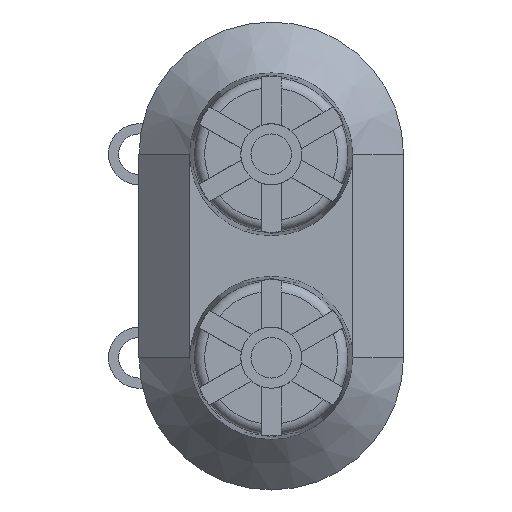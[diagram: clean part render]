
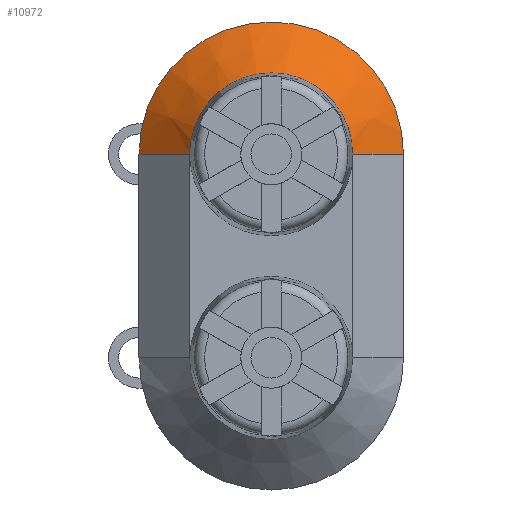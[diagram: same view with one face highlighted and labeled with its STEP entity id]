
A CAD part, front view. The second image highlights one B-rep face of the part: STEP entity #10972.
In plain terms, the highlighted conical face has half-angle 45 degrees and reference radius 13 mm.
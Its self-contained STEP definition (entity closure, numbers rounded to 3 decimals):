
#10782 = VERTEX_POINT('',#10783);
#10783 = CARTESIAN_POINT('',(13.,-0.001,10.));
#10790 = CYLINDRICAL_SURFACE('',#10791,13.);
#10791 = AXIS2_PLACEMENT_3D('',#10792,#10793,#10794);
#10792 = CARTESIAN_POINT('',(0.,0.,10.));
#10793 = DIRECTION('',(0.,1.,0.));
#10794 = DIRECTION('',(1.,0.,0.));
#10813 = EDGE_CURVE('',#10814,#10782,#10816,.T.);
#10814 = VERTEX_POINT('',#10815);
#10815 = CARTESIAN_POINT('',(-13.,-0.001,10.));
#10816 = SURFACE_CURVE('',#10817,(#10822,#10828),.PCURVE_S1.);
#10817 = CIRCLE('',#10818,13.);
#10818 = AXIS2_PLACEMENT_3D('',#10819,#10820,#10821);
#10819 = CARTESIAN_POINT('',(0.,-0.001,10.)
  );
#10820 = DIRECTION('',(0.,1.,0.));
#10821 = DIRECTION('',(-1.,0.,0.));
#10822 = PCURVE('',#10790,#10823);
#10823 = DEFINITIONAL_REPRESENTATION('',(#10824),#10827);
#10824 = B_SPLINE_CURVE_WITH_KNOTS('',1,(#10825,#10826),.UNSPECIFIED.,
  .F.,.F.,(2,2),(0.,3.142),.PIECEWISE_BEZIER_KNOTS.);
#10825 = CARTESIAN_POINT('',(-3.142,-0.001));
#10826 = CARTESIAN_POINT('',(0.,-0.001));
#10827 = ( GEOMETRIC_REPRESENTATION_CONTEXT(2) 
PARAMETRIC_REPRESENTATION_CONTEXT() REPRESENTATION_CONTEXT('2D SPACE',''
  ) );
#10828 = PCURVE('',#10829,#10834);
#10829 = CONICAL_SURFACE('',#10830,13.,0.785);
#10830 = AXIS2_PLACEMENT_3D('',#10831,#10832,#10833);
#10831 = CARTESIAN_POINT('',(0.,-0.001,10.)
  );
#10832 = DIRECTION('',(0.,1.,0.));
#10833 = DIRECTION('',(-1.,0.,0.));
#10834 = DEFINITIONAL_REPRESENTATION('',(#10835),#10838);
#10835 = B_SPLINE_CURVE_WITH_KNOTS('',1,(#10836,#10837),.UNSPECIFIED.,
  .F.,.F.,(2,2),(0.,3.142),.PIECEWISE_BEZIER_KNOTS.);
#10836 = CARTESIAN_POINT('',(0.,0.));
#10837 = CARTESIAN_POINT('',(3.142,0.));
#10838 = ( GEOMETRIC_REPRESENTATION_CONTEXT(2) 
PARAMETRIC_REPRESENTATION_CONTEXT() REPRESENTATION_CONTEXT('2D SPACE',''
  ) );
#10913 = PLANE('',#10914);
#10914 = AXIS2_PLACEMENT_3D('',#10915,#10916,#10917);
#10915 = CARTESIAN_POINT('',(10.501,-2.501,10.));
#10916 = DIRECTION('',(0.707,-0.707,0.
    ));
#10917 = DIRECTION('',(0.,0.,1.));
#10972 = ADVANCED_FACE('',(#10973),#10829,.T.);
#10973 = FACE_BOUND('',#10974,.F.);
#10974 = EDGE_LOOP('',(#10975,#11002,#11003,#11025));
#10975 = ORIENTED_EDGE('',*,*,#10976,.F.);
#10976 = EDGE_CURVE('',#10814,#10977,#10979,.T.);
#10977 = VERTEX_POINT('',#10978);
#10978 = CARTESIAN_POINT('',(-8.001,-5.,10.));
#10979 = SURFACE_CURVE('',#10980,(#10984,#10990),.PCURVE_S1.);
#10980 = LINE('',#10981,#10982);
#10981 = CARTESIAN_POINT('',(-10.501,-2.501,10.));
#10982 = VECTOR('',#10983,1.);
#10983 = DIRECTION('',(0.707,-0.707,0.
    ));
#10984 = PCURVE('',#10829,#10985);
#10985 = DEFINITIONAL_REPRESENTATION('',(#10986),#10989);
#10986 = B_SPLINE_CURVE_WITH_KNOTS('',1,(#10987,#10988),.UNSPECIFIED.,
  .F.,.F.,(2,2),(-3.535,3.535),
  .PIECEWISE_BEZIER_KNOTS.);
#10987 = CARTESIAN_POINT('',(0.,0.));
#10988 = CARTESIAN_POINT('',(0.,-4.999));
#10989 = ( GEOMETRIC_REPRESENTATION_CONTEXT(2) 
PARAMETRIC_REPRESENTATION_CONTEXT() REPRESENTATION_CONTEXT('2D SPACE',''
  ) );
#10990 = PCURVE('',#10991,#10996);
#10991 = PLANE('',#10992);
#10992 = AXIS2_PLACEMENT_3D('',#10993,#10994,#10995);
#10993 = CARTESIAN_POINT('',(-10.501,-2.501,-10.));
#10994 = DIRECTION('',(0.707,0.707,0.
    ));
#10995 = DIRECTION('',(0.,0.,1.));
#10996 = DEFINITIONAL_REPRESENTATION('',(#10997),#11001);
#10997 = LINE('',#10998,#10999);
#10998 = CARTESIAN_POINT('',(20.,0.));
#10999 = VECTOR('',#11000,1.);
#11000 = DIRECTION('',(0.,1.));
#11001 = ( GEOMETRIC_REPRESENTATION_CONTEXT(2) 
PARAMETRIC_REPRESENTATION_CONTEXT() REPRESENTATION_CONTEXT('2D SPACE',''
  ) );
#11002 = ORIENTED_EDGE('',*,*,#10813,.T.);
#11003 = ORIENTED_EDGE('',*,*,#11004,.T.);
#11004 = EDGE_CURVE('',#10782,#11005,#11007,.T.);
#11005 = VERTEX_POINT('',#11006);
#11006 = CARTESIAN_POINT('',(8.001,-5.,10.));
#11007 = SURFACE_CURVE('',#11008,(#11012,#11018),.PCURVE_S1.);
#11008 = LINE('',#11009,#11010);
#11009 = CARTESIAN_POINT('',(10.501,-2.501,10.));
#11010 = VECTOR('',#11011,1.);
#11011 = DIRECTION('',(-0.707,-0.707,
    0.));
#11012 = PCURVE('',#10829,#11013);
#11013 = DEFINITIONAL_REPRESENTATION('',(#11014),#11017);
#11014 = B_SPLINE_CURVE_WITH_KNOTS('',1,(#11015,#11016),.UNSPECIFIED.,
  .F.,.F.,(2,2),(-3.535,3.535),
  .PIECEWISE_BEZIER_KNOTS.);
#11015 = CARTESIAN_POINT('',(3.142,0.));
#11016 = CARTESIAN_POINT('',(3.142,-4.999));
#11017 = ( GEOMETRIC_REPRESENTATION_CONTEXT(2) 
PARAMETRIC_REPRESENTATION_CONTEXT() REPRESENTATION_CONTEXT('2D SPACE',''
  ) );
#11018 = PCURVE('',#10913,#11019);
#11019 = DEFINITIONAL_REPRESENTATION('',(#11020),#11024);
#11020 = LINE('',#11021,#11022);
#11021 = CARTESIAN_POINT('',(0.,-0.));
#11022 = VECTOR('',#11023,1.);
#11023 = DIRECTION('',(0.,1.));
#11024 = ( GEOMETRIC_REPRESENTATION_CONTEXT(2) 
PARAMETRIC_REPRESENTATION_CONTEXT() REPRESENTATION_CONTEXT('2D SPACE',''
  ) );
#11025 = ORIENTED_EDGE('',*,*,#11026,.F.);
#11026 = EDGE_CURVE('',#10977,#11005,#11027,.T.);
#11027 = SURFACE_CURVE('',#11028,(#11033,#11039),.PCURVE_S1.);
#11028 = CIRCLE('',#11029,8.001);
#11029 = AXIS2_PLACEMENT_3D('',#11030,#11031,#11032);
#11030 = CARTESIAN_POINT('',(0.,-5.,10.));
#11031 = DIRECTION('',(0.,1.,0.));
#11032 = DIRECTION('',(-1.,0.,0.));
#11033 = PCURVE('',#10829,#11034);
#11034 = DEFINITIONAL_REPRESENTATION('',(#11035),#11038);
#11035 = B_SPLINE_CURVE_WITH_KNOTS('',1,(#11036,#11037),.UNSPECIFIED.,
  .F.,.F.,(2,2),(0.,3.142),.PIECEWISE_BEZIER_KNOTS.);
#11036 = CARTESIAN_POINT('',(0.,-4.999));
#11037 = CARTESIAN_POINT('',(3.142,-4.999));
#11038 = ( GEOMETRIC_REPRESENTATION_CONTEXT(2) 
PARAMETRIC_REPRESENTATION_CONTEXT() REPRESENTATION_CONTEXT('2D SPACE',''
  ) );
#11039 = PCURVE('',#11040,#11045);
#11040 = PLANE('',#11041);
#11041 = AXIS2_PLACEMENT_3D('',#11042,#11043,#11044);
#11042 = CARTESIAN_POINT('',(0.,-5.,0.)
  );
#11043 = DIRECTION('',(0.,-1.,0.));
#11044 = DIRECTION('',(0.,0.,-1.));
#11045 = DEFINITIONAL_REPRESENTATION('',(#11046),#11054);
#11046 = ( BOUNDED_CURVE() B_SPLINE_CURVE(2,(#11047,#11048,#11049,#11050
    ,#11051,#11052,#11053),.UNSPECIFIED.,.T.,.F.) 
B_SPLINE_CURVE_WITH_KNOTS((1,2,2,2,2,1),(-2.094,0.,
    2.094,4.189,6.283,8.378),
.UNSPECIFIED.) CURVE() GEOMETRIC_REPRESENTATION_ITEM() 
RATIONAL_B_SPLINE_CURVE((1.,0.5,1.,0.5,1.,0.5,1.)) REPRESENTATION_ITEM(
  '') );
#11047 = CARTESIAN_POINT('',(-10.,-8.001));
#11048 = CARTESIAN_POINT('',(-23.858,-8.001));
#11049 = CARTESIAN_POINT('',(-16.929,4.001));
#11050 = CARTESIAN_POINT('',(-10.,16.002));
#11051 = CARTESIAN_POINT('',(-3.071,4.001));
#11052 = CARTESIAN_POINT('',(3.858,-8.001));
#11053 = CARTESIAN_POINT('',(-10.,-8.001));
#11054 = ( GEOMETRIC_REPRESENTATION_CONTEXT(2) 
PARAMETRIC_REPRESENTATION_CONTEXT() REPRESENTATION_CONTEXT('2D SPACE',''
  ) );
